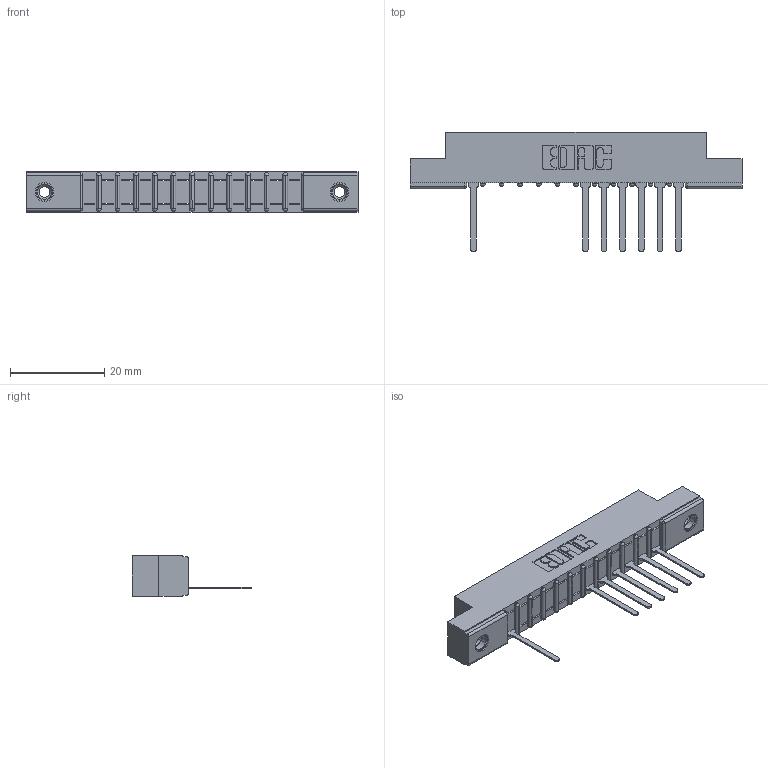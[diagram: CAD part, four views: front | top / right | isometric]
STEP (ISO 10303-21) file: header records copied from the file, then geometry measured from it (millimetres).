
FILE_DESCRIPTION (( 'STEP AP203' ), '1' );
FILE_NAME ('307-012-547-108.STEP', '2018-08-02T22:29:08', ( '' ), ( '' ), 'SwSTEP 2.0', 'SolidWorks 2016', '' );
FILE_SCHEMA (( 'CONFIG_CONTROL_DESIGN' ));
Length unit declared in the file: inch
Products named in the file (4): 307 Part_.156 Dia Mounting Holes; 307-290-001_547; 345-250-001_345-250-003-102; 307-012-547-108
Assembly tree (10 placements, depth 2):
  307-012-547-108
    307 Part_.156 Dia Mounting Holes
    307-290-001_547  x7
    345-250-001_345-250-003-102  x2
Bounding box: 70.56 x 25.43 x 8.71 mm (x, y, z)
Volume: 4417 mm3; surface area: 6152.9 mm2
Topology: 10 solids, 10 shells, 683 faces, 1913 edges, 1222 vertices
Faces by surface type: plane 421, cylinder 220, sphere 26, cone 12, torus 4
Entity records: 14979 total; most frequent: CARTESIAN_POINT 2514, ORIENTED_EDGE 2498, DIRECTION 2467, EDGE_CURVE 1249, LINE 945, VECTOR 945, VERTEX_POINT 808, AXIS2_PLACEMENT_3D 761
